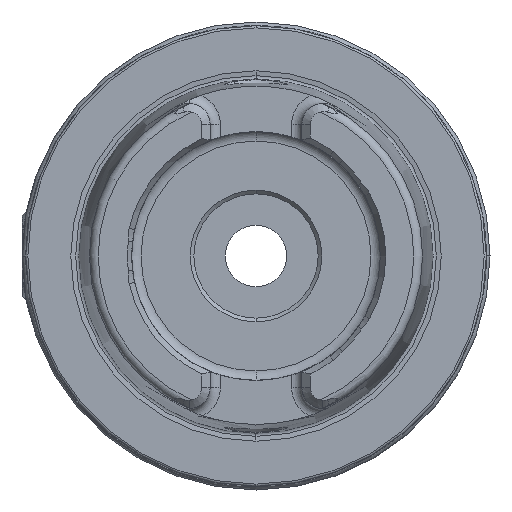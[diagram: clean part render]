
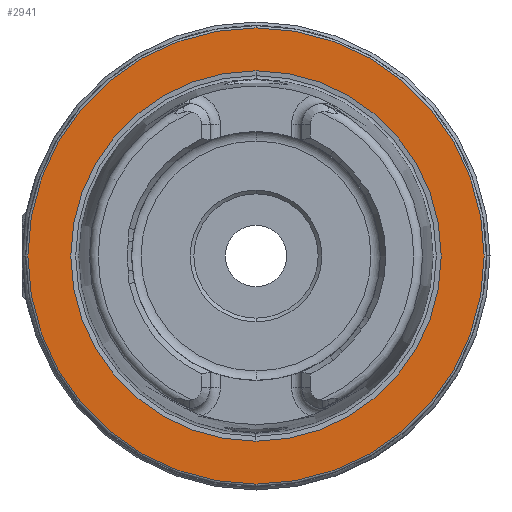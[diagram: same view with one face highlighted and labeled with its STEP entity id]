
A CAD part, left-side view. The second image highlights one B-rep face of the part: STEP entity #2941.
In plain terms, the highlighted planar face has unit normal (-1, 0, 0).
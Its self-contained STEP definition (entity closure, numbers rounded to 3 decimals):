
#101 = FACE_OUTER_BOUND ( 'NONE', #4287, .T. ) ;
#193 = AXIS2_PLACEMENT_3D ( 'NONE', #3207, #8228, #3922 ) ;
#439 = EDGE_CURVE ( 'NONE', #1985, #7247, #6313, .T. ) ;
#455 = FACE_BOUND ( 'NONE', #3631, .T. ) ;
#872 = ORIENTED_EDGE ( 'NONE', *, *, #9156, .T. ) ;
#899 = AXIS2_PLACEMENT_3D ( 'NONE', #6301, #6294, #6268 ) ;
#1007 = ORIENTED_EDGE ( 'NONE', *, *, #1803, .T. ) ;
#1214 = ORIENTED_EDGE ( 'NONE', *, *, #439, .F. ) ;
#1260 = DIRECTION ( 'NONE',  ( 0., 0., -1. ) ) ;
#1282 = DIRECTION ( 'NONE',  ( 1., 0., 0. ) ) ;
#1297 = PLANE ( 'NONE',  #9166 ) ;
#1350 = ORIENTED_EDGE ( 'NONE', *, *, #5391, .F. ) ;
#1356 = CARTESIAN_POINT ( 'NONE',  ( 0., 0., -31.2 ) ) ;
#1393 = CARTESIAN_POINT ( 'NONE',  ( 0., 31.2, 0. ) ) ;
#1803 = EDGE_CURVE ( 'NONE', #2247, #2499, #2290, .T. ) ;
#1985 = VERTEX_POINT ( 'NONE', #5144 ) ;
#2247 = VERTEX_POINT ( 'NONE', #6904 ) ;
#2290 = CIRCLE ( 'NONE', #5461, 31.2 ) ;
#2497 = CARTESIAN_POINT ( 'NONE',  ( 0., 0., 0. ) ) ;
#2499 = VERTEX_POINT ( 'NONE', #1356 ) ;
#2941 = ADVANCED_FACE ( 'NONE', ( #455, #101 ), #1297, .F. ) ;
#3207 = CARTESIAN_POINT ( 'NONE',  ( 0., 0., 0. ) ) ;
#3213 = DIRECTION ( 'NONE',  ( -1., 0., 0. ) ) ;
#3448 = CIRCLE ( 'NONE', #899, 25.324 ) ;
#3631 = EDGE_LOOP ( 'NONE', ( #1350, #1214 ) ) ;
#3664 = DIRECTION ( 'NONE',  ( 0., 0., 1. ) ) ;
#3922 = DIRECTION ( 'NONE',  ( 0., 0., 1. ) ) ;
#4055 = AXIS2_PLACEMENT_3D ( 'NONE', #5116, #4460, #5310 ) ;
#4287 = EDGE_LOOP ( 'NONE', ( #1007, #872 ) ) ;
#4460 = DIRECTION ( 'NONE',  ( -1., 0., 0. ) ) ;
#5116 = CARTESIAN_POINT ( 'NONE',  ( 0., 0., 0. ) ) ;
#5144 = CARTESIAN_POINT ( 'NONE',  ( 0., 0., -25.324 ) ) ;
#5310 = DIRECTION ( 'NONE',  ( 0., 0., 1. ) ) ;
#5391 = EDGE_CURVE ( 'NONE', #7247, #1985, #3448, .T. ) ;
#5461 = AXIS2_PLACEMENT_3D ( 'NONE', #2497, #3213, #3664 ) ;
#6268 = DIRECTION ( 'NONE',  ( 0., 0., 1. ) ) ;
#6294 = DIRECTION ( 'NONE',  ( -1., 0., 0. ) ) ;
#6301 = CARTESIAN_POINT ( 'NONE',  ( 0., 0., 0. ) ) ;
#6313 = CIRCLE ( 'NONE', #4055, 25.324 ) ;
#6904 = CARTESIAN_POINT ( 'NONE',  ( 0., 0., 31.2 ) ) ;
#7154 = CIRCLE ( 'NONE', #193, 31.2 ) ;
#7247 = VERTEX_POINT ( 'NONE', #7719 ) ;
#7719 = CARTESIAN_POINT ( 'NONE',  ( 0., 0., 25.324 ) ) ;
#8228 = DIRECTION ( 'NONE',  ( -1., 0., 0. ) ) ;
#9156 = EDGE_CURVE ( 'NONE', #2499, #2247, #7154, .T. ) ;
#9166 = AXIS2_PLACEMENT_3D ( 'NONE', #1393, #1282, #1260 ) ;
